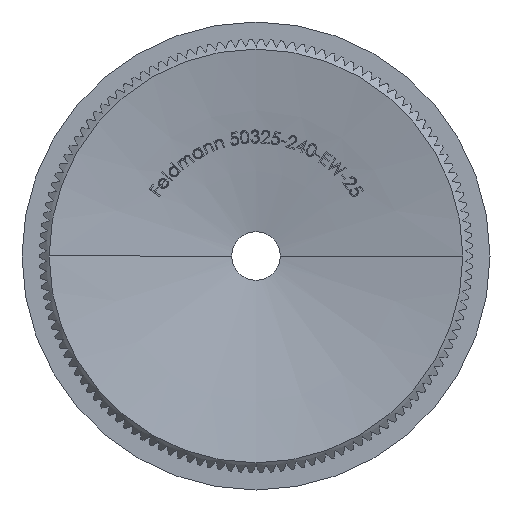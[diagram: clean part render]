
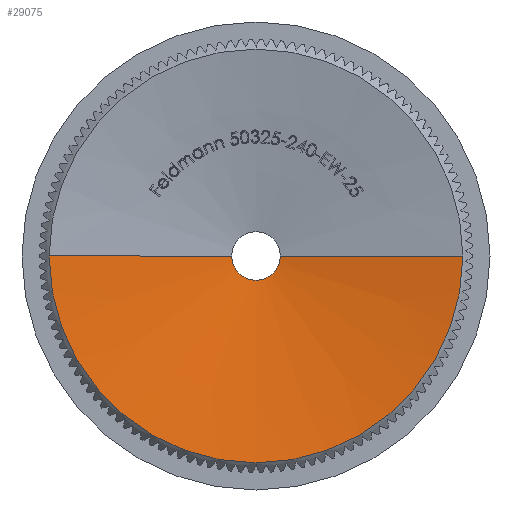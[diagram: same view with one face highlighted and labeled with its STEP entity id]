
A CAD part, front view. The second image highlights one B-rep face of the part: STEP entity #29075.
In plain terms, the highlighted conical face has half-angle 80 degrees and reference radius 21.35 mm.
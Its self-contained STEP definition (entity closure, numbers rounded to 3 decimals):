
#206 = CARTESIAN_POINT ( 'NONE',  ( -21.35, 0., 0. ) ) ;
#921 = DIRECTION ( 'NONE',  ( 1., 0., 0. ) ) ;
#985 = CARTESIAN_POINT ( 'NONE',  ( 0., 3.324, 0. ) ) ;
#1127 = VERTEX_POINT ( 'NONE', #9074 ) ;
#1253 = CARTESIAN_POINT ( 'NONE',  ( 0., 3.324, 0. ) ) ;
#3390 = CARTESIAN_POINT ( 'NONE',  ( 0., 0., 0. ) ) ;
#5307 = VERTEX_POINT ( 'NONE', #7353 ) ;
#5603 = DIRECTION ( 'NONE',  ( 1., 0., 0. ) ) ;
#7288 = EDGE_LOOP ( 'NONE', ( #12962, #8567, #8633, #19425, #8378, #17880 ) ) ;
#7353 = CARTESIAN_POINT ( 'NONE',  ( -2.5, 3.324, 0. ) ) ;
#7676 = CARTESIAN_POINT ( 'NONE',  ( 0., 0., -21.35 ) ) ;
#7781 = CARTESIAN_POINT ( 'NONE',  ( 0., 0., 0. ) ) ;
#8295 = DIRECTION ( 'NONE',  ( 0., 1., 0. ) ) ;
#8378 = ORIENTED_EDGE ( 'NONE', *, *, #27260, .T. ) ;
#8456 = DIRECTION ( 'NONE',  ( 0., 1., 0. ) ) ;
#8567 = ORIENTED_EDGE ( 'NONE', *, *, #27372, .T. ) ;
#8618 = CARTESIAN_POINT ( 'NONE',  ( 2.5, 3.324, 0. ) ) ;
#8633 = ORIENTED_EDGE ( 'NONE', *, *, #11135, .T. ) ;
#9007 = AXIS2_PLACEMENT_3D ( 'NONE', #7781, #26507, #28884 ) ;
#9074 = CARTESIAN_POINT ( 'NONE',  ( -21.35, 0., 0. ) ) ;
#9105 = VERTEX_POINT ( 'NONE', #26876 ) ;
#10570 = AXIS2_PLACEMENT_3D ( 'NONE', #985, #8295, #15309 ) ;
#10572 = VERTEX_POINT ( 'NONE', #8618 ) ;
#11075 = AXIS2_PLACEMENT_3D ( 'NONE', #1253, #8456, #17771 ) ;
#11135 = EDGE_CURVE ( 'NONE', #5307, #1127, #29184, .T. ) ;
#11560 = CARTESIAN_POINT ( 'NONE',  ( 21.35, 0., 0. ) ) ;
#11836 = VERTEX_POINT ( 'NONE', #7676 ) ;
#12143 = EDGE_CURVE ( 'NONE', #10572, #14925, #29872, .T. ) ;
#12174 = CARTESIAN_POINT ( 'NONE',  ( 21.35, 0., 0. ) ) ;
#12462 = AXIS2_PLACEMENT_3D ( 'NONE', #3390, #17344, #921 ) ;
#12508 = CIRCLE ( 'NONE', #11075, 2.5 ) ;
#12601 = EDGE_CURVE ( 'NONE', #1127, #11836, #23237, .T. ) ;
#12962 = ORIENTED_EDGE ( 'NONE', *, *, #13576, .T. ) ;
#13576 = EDGE_CURVE ( 'NONE', #10572, #9105, #16603, .T. ) ;
#14925 = VERTEX_POINT ( 'NONE', #12174 ) ;
#15309 = DIRECTION ( 'NONE',  ( 1., 0., 0. ) ) ;
#16603 = CIRCLE ( 'NONE', #10570, 2.5 ) ;
#17284 = CONICAL_SURFACE ( 'NONE', #12462, 21.35, 1.396 ) ;
#17344 = DIRECTION ( 'NONE',  ( 0., -1., 0. ) ) ;
#17723 = CIRCLE ( 'NONE', #23779, 21.35 ) ;
#17771 = DIRECTION ( 'NONE',  ( 1., 0., 0. ) ) ;
#17880 = ORIENTED_EDGE ( 'NONE', *, *, #12143, .F. ) ;
#18614 = DIRECTION ( 'NONE',  ( 0.985, -0.174, 0. ) ) ;
#19425 = ORIENTED_EDGE ( 'NONE', *, *, #12601, .T. ) ;
#19745 = DIRECTION ( 'NONE',  ( 0., -1., 0. ) ) ;
#21046 = VECTOR ( 'NONE', #18614, 1000. ) ;
#22931 = VECTOR ( 'NONE', #25836, 1000. ) ;
#23237 = CIRCLE ( 'NONE', #9007, 21.35 ) ;
#23779 = AXIS2_PLACEMENT_3D ( 'NONE', #26776, #19745, #5603 ) ;
#25049 = FACE_OUTER_BOUND ( 'NONE', #7288, .T. ) ;
#25836 = DIRECTION ( 'NONE',  ( -0.985, -0.174, 0. ) ) ;
#26507 = DIRECTION ( 'NONE',  ( 0., -1., 0. ) ) ;
#26776 = CARTESIAN_POINT ( 'NONE',  ( 0., 0., 0. ) ) ;
#26876 = CARTESIAN_POINT ( 'NONE',  ( 0., 3.324, -2.5 ) ) ;
#27260 = EDGE_CURVE ( 'NONE', #11836, #14925, #17723, .T. ) ;
#27372 = EDGE_CURVE ( 'NONE', #9105, #5307, #12508, .T. ) ;
#28884 = DIRECTION ( 'NONE',  ( 1., 0., 0. ) ) ;
#29075 = ADVANCED_FACE ( 'NONE', ( #25049 ), #17284, .F. ) ;
#29184 = LINE ( 'NONE', #206, #22931 ) ;
#29872 = LINE ( 'NONE', #11560, #21046 ) ;
